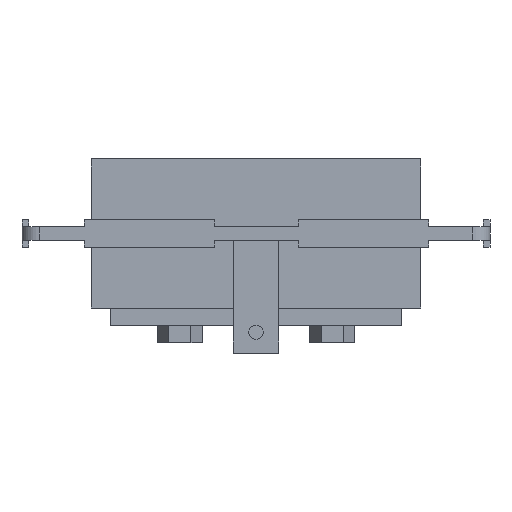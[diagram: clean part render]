
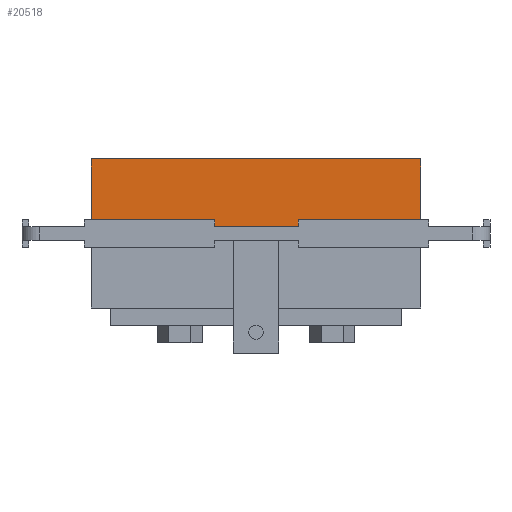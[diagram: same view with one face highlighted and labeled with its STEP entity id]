
A CAD part, front view. The second image highlights one B-rep face of the part: STEP entity #20518.
In plain terms, the highlighted planar face has unit normal (0, -1, 0).
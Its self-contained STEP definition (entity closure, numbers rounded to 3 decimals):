
#1405=FACE_OUTER_BOUND('',#2677,.T.);
#2677=EDGE_LOOP('',(#16849,#16850,#16851,#16852));
#5089=LINE('',#33575,#6791);
#5343=LINE('',#34845,#7045);
#5363=LINE('',#34890,#7065);
#5364=LINE('',#34891,#7066);
#6791=VECTOR('',#28255,10.);
#7045=VECTOR('',#28705,10.);
#7065=VECTOR('',#28759,10.);
#7066=VECTOR('',#28760,10.);
#8389=VERTEX_POINT('',#33573);
#8390=VERTEX_POINT('',#33574);
#8609=VERTEX_POINT('',#34838);
#8612=VERTEX_POINT('',#34843);
#11017=EDGE_CURVE('',#8389,#8390,#5089,.T.);
#11353=EDGE_CURVE('',#8612,#8609,#5343,.T.);
#11373=EDGE_CURVE('',#8389,#8609,#5363,.T.);
#11374=EDGE_CURVE('',#8390,#8612,#5364,.T.);
#16849=ORIENTED_EDGE('',*,*,#11017,.F.);
#16850=ORIENTED_EDGE('',*,*,#11373,.T.);
#16851=ORIENTED_EDGE('',*,*,#11353,.F.);
#16852=ORIENTED_EDGE('',*,*,#11374,.F.);
#18059=PLANE('',#22713);
#20518=ADVANCED_FACE('',(#1405),#18059,.T.);
#22713=AXIS2_PLACEMENT_3D('',#34889,#28757,#28758);
#28255=DIRECTION('',(-1.,0.,0.));
#28705=DIRECTION('',(1.,0.,0.));
#28757=DIRECTION('center_axis',(0.,-1.,0.));
#28758=DIRECTION('ref_axis',(1.,0.,0.));
#28759=DIRECTION('',(0.,0.,1.));
#28760=DIRECTION('',(0.,0.,1.));
#33573=CARTESIAN_POINT('',(47.5,-100.5,4.));
#33574=CARTESIAN_POINT('',(-47.5,-100.5,4.));
#33575=CARTESIAN_POINT('',(-23.75,-100.5,4.));
#34838=CARTESIAN_POINT('',(47.5,-100.5,23.5));
#34843=CARTESIAN_POINT('',(-47.5,-100.5,23.5));
#34845=CARTESIAN_POINT('',(-47.5,-100.5,23.5));
#34889=CARTESIAN_POINT('Origin',(-47.5,-100.5,4.));
#34890=CARTESIAN_POINT('',(47.5,-100.5,4.));
#34891=CARTESIAN_POINT('',(-47.5,-100.5,4.));
